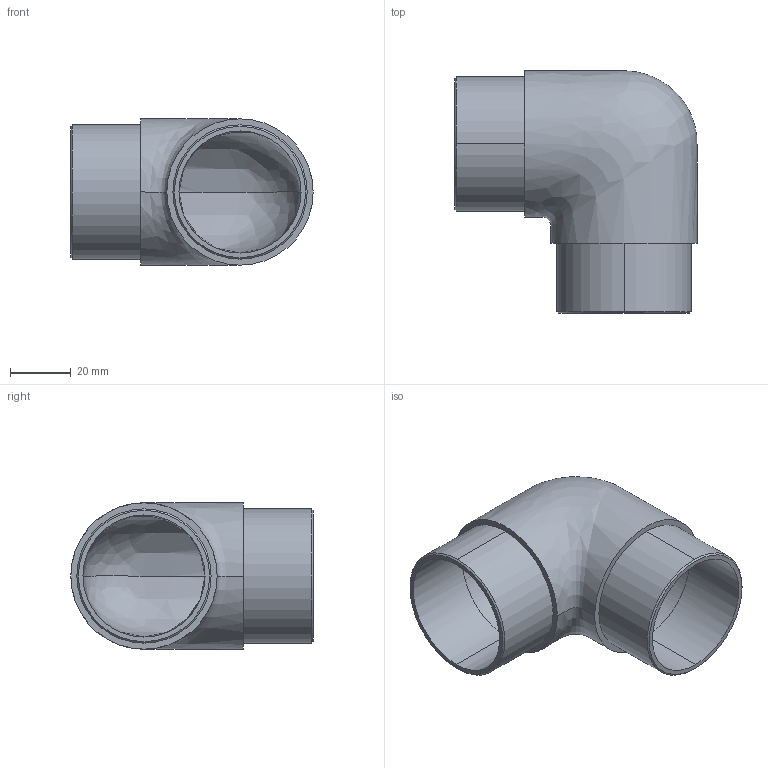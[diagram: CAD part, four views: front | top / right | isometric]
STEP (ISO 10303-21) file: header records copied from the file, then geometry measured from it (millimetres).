
FILE_DESCRIPTION (( 'STEP AP203' ), '1' );
FILE_NAME ('3D_GR-1112_48.3x2_188850900.STEP', '2024-11-07T17:01:49', ( '' ), ( '' ), 'SwSTEP 2.0', 'SolidWorks 2023', '' );
FILE_SCHEMA (( 'CONFIG_CONTROL_DESIGN' ));
Length unit declared in the file: millimetre
Products named in the file (1): 3D_GR-1112_48.3x2_188850900
Bounding box: 80 x 80 x 48.3 mm (x, y, z)
Volume: 46424.8 mm3; surface area: 30412.3 mm2
Topology: 1 solids, 1 shells, 20 faces, 100 edges, 84 vertices
Faces by surface type: cylinder 8, cone 4, bspline 4, plane 4
Entity records: 11576 total; most frequent: CARTESIAN_POINT 10692, ORIENTED_EDGE 200, DIRECTION 150, EDGE_CURVE 100, VERTEX_POINT 84, AXIS2_PLACEMENT_3D 69, CIRCLE 52, B_SPLINE_CURVE_WITH_KNOTS 36
